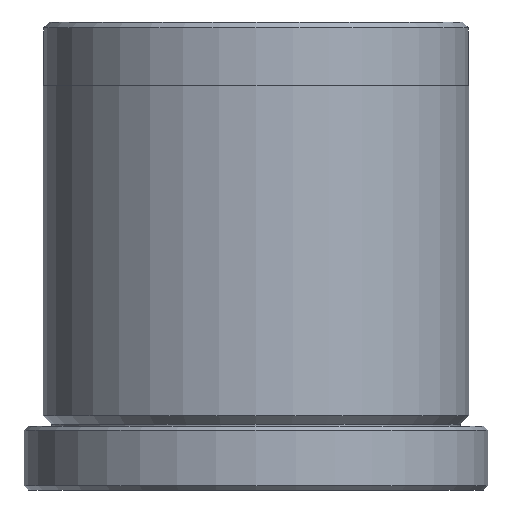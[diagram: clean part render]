
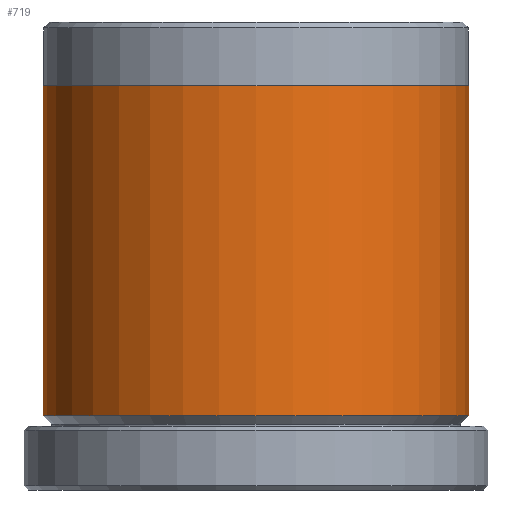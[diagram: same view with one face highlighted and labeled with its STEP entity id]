
A CAD part, front view. The second image highlights one B-rep face of the part: STEP entity #719.
In plain terms, the highlighted cylindrical face has radius 10 mm (diameter 20 mm), a partial arc.
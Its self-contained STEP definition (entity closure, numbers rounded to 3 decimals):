
#17 = DIRECTION ( 'NONE',  ( 0., 0., 1. ) ) ;
#31 = LINE ( 'NONE', #1049, #926 ) ;
#194 = DIRECTION ( 'NONE',  ( 1., 0., 0. ) ) ;
#231 = CARTESIAN_POINT ( 'NONE',  ( -10., 0., 19. ) ) ;
#293 = LINE ( 'NONE', #1880, #2007 ) ;
#401 = EDGE_LOOP ( 'NONE', ( #1458, #499, #1622, #1777 ) ) ;
#408 = CYLINDRICAL_SURFACE ( 'NONE', #2136, 10. ) ;
#418 = VERTEX_POINT ( 'NONE', #2281 ) ;
#499 = ORIENTED_EDGE ( 'NONE', *, *, #1526, .F. ) ;
#555 = CIRCLE ( 'NONE', #1847, 10. ) ;
#579 = FACE_OUTER_BOUND ( 'NONE', #401, .T. ) ;
#594 = DIRECTION ( 'NONE',  ( -1., 0., 0. ) ) ;
#629 = CARTESIAN_POINT ( 'NONE',  ( 0., 0., 3.5 ) ) ;
#678 = DIRECTION ( 'NONE',  ( 0., 0., -1. ) ) ;
#719 = ADVANCED_FACE ( 'NONE', ( #579 ), #408, .T. ) ;
#834 = EDGE_CURVE ( 'NONE', #1419, #1333, #293, .T. ) ;
#926 = VECTOR ( 'NONE', #1224, 1000. ) ;
#975 = DIRECTION ( 'NONE',  ( -1., 0., 0. ) ) ;
#1049 = CARTESIAN_POINT ( 'NONE',  ( 10., 0., 22. ) ) ;
#1115 = EDGE_CURVE ( 'NONE', #418, #1333, #1219, .T. ) ;
#1128 = CARTESIAN_POINT ( 'NONE',  ( 0., 0., 22. ) ) ;
#1219 = CIRCLE ( 'NONE', #1221, 10. ) ;
#1221 = AXIS2_PLACEMENT_3D ( 'NONE', #629, #678, #975 ) ;
#1224 = DIRECTION ( 'NONE',  ( 0., 0., -1. ) ) ;
#1333 = VERTEX_POINT ( 'NONE', #1790 ) ;
#1419 = VERTEX_POINT ( 'NONE', #231 ) ;
#1458 = ORIENTED_EDGE ( 'NONE', *, *, #2026, .F. ) ;
#1526 = EDGE_CURVE ( 'NONE', #1419, #1744, #555, .T. ) ;
#1622 = ORIENTED_EDGE ( 'NONE', *, *, #834, .T. ) ;
#1675 = DIRECTION ( 'NONE',  ( 0., 0., -1. ) ) ;
#1744 = VERTEX_POINT ( 'NONE', #1976 ) ;
#1747 = DIRECTION ( 'NONE',  ( 0., 0., -1. ) ) ;
#1777 = ORIENTED_EDGE ( 'NONE', *, *, #1115, .F. ) ;
#1790 = CARTESIAN_POINT ( 'NONE',  ( -10., 0., 3.5 ) ) ;
#1847 = AXIS2_PLACEMENT_3D ( 'NONE', #1993, #17, #194 ) ;
#1880 = CARTESIAN_POINT ( 'NONE',  ( -10., 0., 22. ) ) ;
#1976 = CARTESIAN_POINT ( 'NONE',  ( 10., 0., 19. ) ) ;
#1993 = CARTESIAN_POINT ( 'NONE',  ( 0., 0., 19. ) ) ;
#2007 = VECTOR ( 'NONE', #1747, 1000. ) ;
#2026 = EDGE_CURVE ( 'NONE', #1744, #418, #31, .T. ) ;
#2136 = AXIS2_PLACEMENT_3D ( 'NONE', #1128, #1675, #594 ) ;
#2281 = CARTESIAN_POINT ( 'NONE',  ( 10., 0., 3.5 ) ) ;
